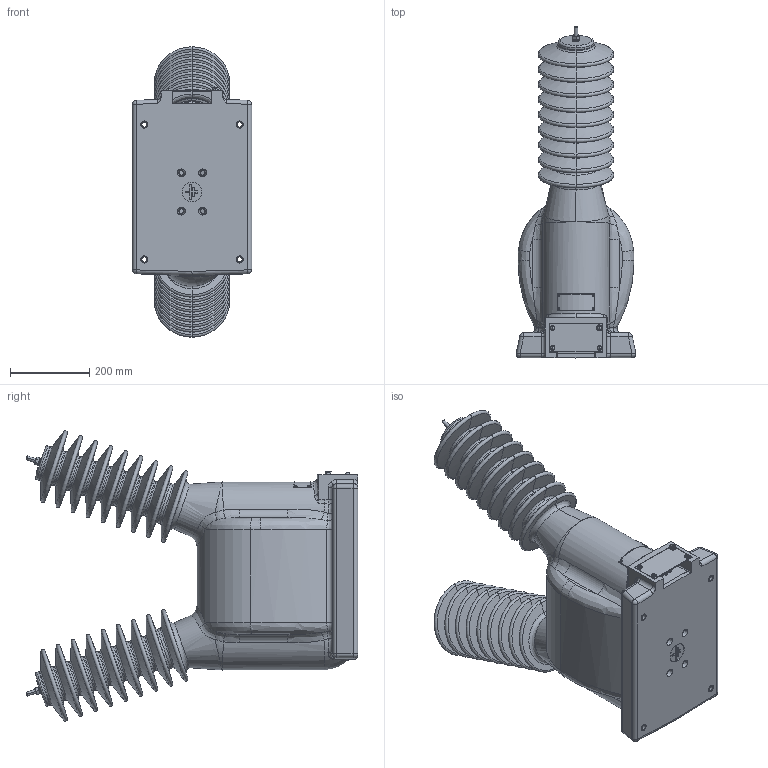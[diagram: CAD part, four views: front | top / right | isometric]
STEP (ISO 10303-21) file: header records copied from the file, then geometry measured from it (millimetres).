
FILE_DESCRIPTION (( 'STEP AP203' ), '1' );
FILE_NAME ('ﾍﾎﾋ-35 III .STEP', '2018-01-17T07:06:28', ( '' ), ( '' ), 'SwSTEP 2.0', 'SolidWorks 2010', '' );
FILE_SCHEMA (( 'CONFIG_CONTROL_DESIGN' ));
Length unit declared in the file: millimetre
Products named in the file (1): ﾍﾎﾋ-35 III 
Bounding box: 301.15 x 835.73 x 731.73 mm (x, y, z)
Surface area: 1726798.4 mm2 (no closed solid volume)
Topology: 0 solids, 37 shells, 574 faces, 1485 edges, 929 vertices
Faces by surface type: cylinder 127, torus 123, plane 112, cone 108, bspline 76, sphere 28
Entity records: 30243 total; most frequent: CARTESIAN_POINT 16524, DIRECTION 3025, ORIENTED_EDGE 2654, EDGE_CURVE 1479, AXIS2_PLACEMENT_3D 1287, VERTEX_POINT 929, CIRCLE 788, EDGE_LOOP 636
